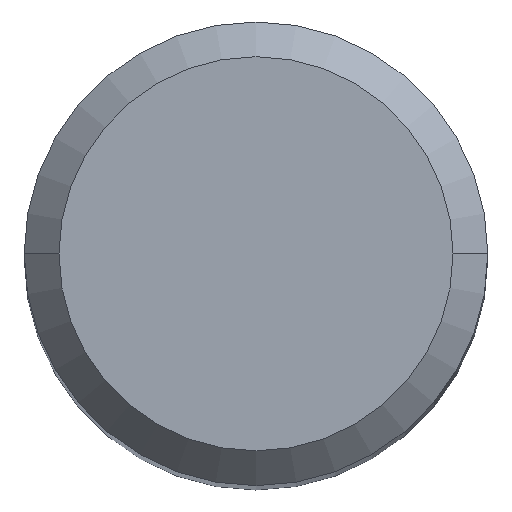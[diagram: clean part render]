
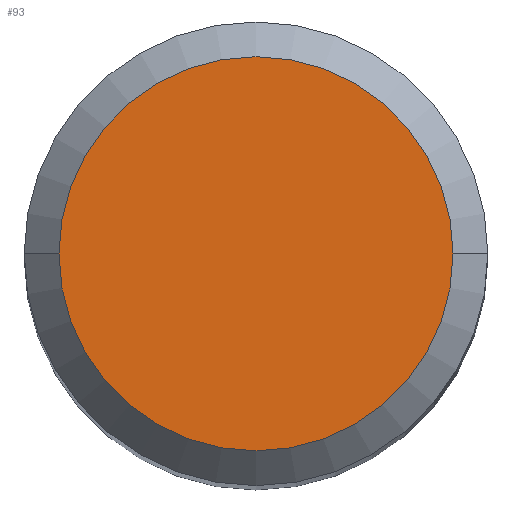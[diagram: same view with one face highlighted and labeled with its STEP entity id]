
A CAD part, top view. The second image highlights one B-rep face of the part: STEP entity #93.
In plain terms, the highlighted planar face has unit normal (0, 0, 1).
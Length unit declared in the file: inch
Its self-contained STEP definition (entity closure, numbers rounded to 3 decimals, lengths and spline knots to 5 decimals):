
#8 = DIRECTION ( 'NONE',  ( 1., 0., 0. ) ) ;
#59 = CARTESIAN_POINT ( 'NONE',  ( 0., 0., 0. ) ) ;
#70 = AXIS2_PLACEMENT_3D ( 'NONE', #149, #185, #8 ) ;
#93 = ADVANCED_FACE ( 'NONE', ( #311 ), #235, .F. ) ;
#113 = DIRECTION ( 'NONE',  ( 1., 0., 0. ) ) ;
#115 = AXIS2_PLACEMENT_3D ( 'NONE', #214, #436, #113 ) ;
#147 = CIRCLE ( 'NONE', #115, 0.13387 ) ;
#149 = CARTESIAN_POINT ( 'NONE',  ( 0., 0., 0. ) ) ;
#151 = ORIENTED_EDGE ( 'NONE', *, *, #379, .T. ) ;
#154 = ORIENTED_EDGE ( 'NONE', *, *, #210, .T. ) ;
#171 = AXIS2_PLACEMENT_3D ( 'NONE', #59, #457, #382 ) ;
#174 = CARTESIAN_POINT ( 'NONE',  ( -0.13387, 0., 0. ) ) ;
#185 = DIRECTION ( 'NONE',  ( 0., 0., 1. ) ) ;
#210 = EDGE_CURVE ( 'NONE', #315, #300, #147, .T. ) ;
#214 = CARTESIAN_POINT ( 'NONE',  ( 0., 0., 0. ) ) ;
#235 = PLANE ( 'NONE',  #171 ) ;
#290 = CIRCLE ( 'NONE', #70, 0.13387 ) ;
#300 = VERTEX_POINT ( 'NONE', #326 ) ;
#311 = FACE_OUTER_BOUND ( 'NONE', #378, .T. ) ;
#315 = VERTEX_POINT ( 'NONE', #174 ) ;
#326 = CARTESIAN_POINT ( 'NONE',  ( 0.13387, 0., 0. ) ) ;
#378 = EDGE_LOOP ( 'NONE', ( #154, #151 ) ) ;
#379 = EDGE_CURVE ( 'NONE', #300, #315, #290, .T. ) ;
#382 = DIRECTION ( 'NONE',  ( -1., 0., 0. ) ) ;
#436 = DIRECTION ( 'NONE',  ( 0., 0., 1. ) ) ;
#457 = DIRECTION ( 'NONE',  ( 0., 0., -1. ) ) ;
